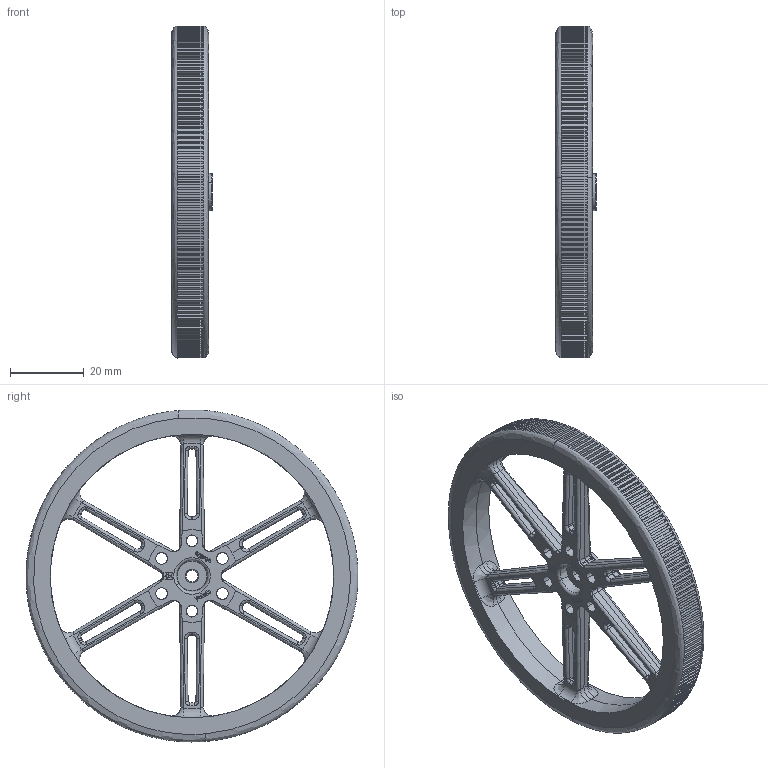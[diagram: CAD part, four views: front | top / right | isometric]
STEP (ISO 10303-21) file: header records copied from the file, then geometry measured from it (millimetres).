
FILE_DESCRIPTION (( 'STEP AP214' ), '1' );
FILE_NAME ('whe07a.STEP', '2020-01-22T20:50:43', ( '' ), ( '' ), 'SwSTEP 2.0', 'SolidWorks 2016', '' );
FILE_SCHEMA (( 'AUTOMOTIVE_DESIGN' ));
Length unit declared in the file: millimetre
Products named in the file (1): whe07a
Bounding box: 11 x 90 x 90 mm (x, y, z)
Volume: 20749 mm3; surface area: 16150.6 mm2
Topology: 1 solids, 1 shells, 1845 faces, 4407 edges, 2575 vertices
Faces by surface type: plane 949, cylinder 403, bspline 297, cone 148, torus 48
Entity records: 86416 total; most frequent: CARTESIAN_POINT 27416, ORIENTED_EDGE 8814, DIRECTION 6776, EDGE_CURVE 4407, VERTEX_POINT 2575, AXIS2_PLACEMENT_3D 2374, VECTOR 2028, LINE 2028
